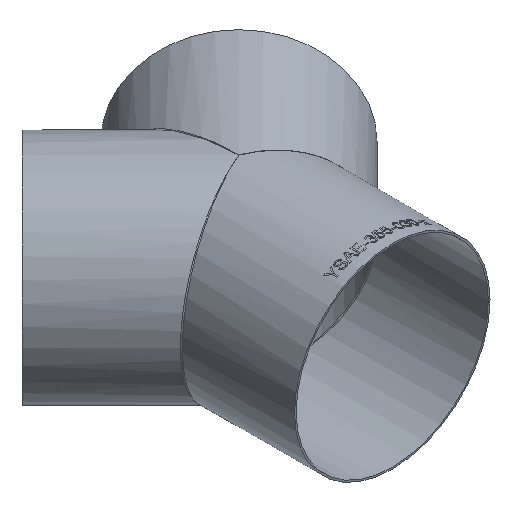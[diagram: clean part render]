
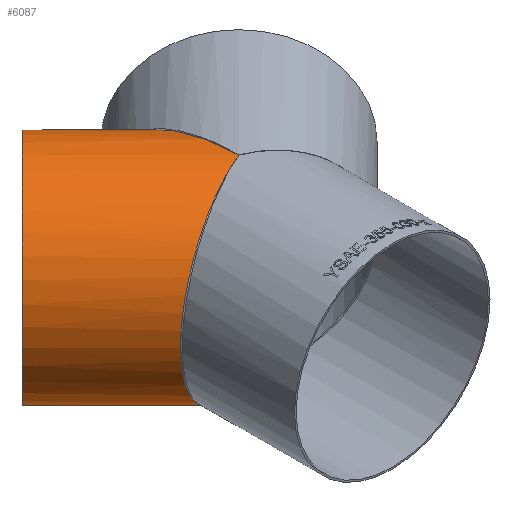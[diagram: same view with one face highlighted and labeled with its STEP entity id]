
A CAD part, isometric view. The second image highlights one B-rep face of the part: STEP entity #6087.
In plain terms, the highlighted cylindrical face has radius 177.8 mm (diameter 355.6 mm), a full revolution.
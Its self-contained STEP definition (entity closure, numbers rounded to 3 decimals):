
#94 = CARTESIAN_POINT ( 'NONE',  ( 0., 0., 177.8 ) ) ;
#785 =( BOUNDED_CURVE ( )  B_SPLINE_CURVE ( 3, ( #94, #24279, #32578, #4180 ),
 .UNSPECIFIED., .F., .F. ) 
 B_SPLINE_CURVE_WITH_KNOTS ( ( 4, 4 ),
 ( 1.571, 4.712 ),
 .UNSPECIFIED. ) 
 CURVE ( )  GEOMETRIC_REPRESENTATION_ITEM ( )  RATIONAL_B_SPLINE_CURVE ( ( 1., 0.333, 0.333, 1. ) ) 
 REPRESENTATION_ITEM ( '' )  );
#1217 = CARTESIAN_POINT ( 'NONE',  ( 0., 0., -177.8 ) ) ;
#1753 = CARTESIAN_POINT ( 'NONE',  ( -357.709, -145.186, 177.8 ) ) ;
#4180 = CARTESIAN_POINT ( 'NONE',  ( 0., 0., -177.8 ) ) ;
#4504 = FACE_OUTER_BOUND ( 'NONE', #31077, .T. ) ;
#4644 =( BOUNDED_CURVE ( )  B_SPLINE_CURVE ( 3, ( #10053, #15493, #1753, #36169 ),
 .UNSPECIFIED., .F., .F. ) 
 B_SPLINE_CURVE_WITH_KNOTS ( ( 4, 4 ),
 ( 4.712, 7.854 ),
 .UNSPECIFIED. ) 
 CURVE ( )  GEOMETRIC_REPRESENTATION_ITEM ( )  RATIONAL_B_SPLINE_CURVE ( ( 1., 0.333, 0.333, 1. ) ) 
 REPRESENTATION_ITEM ( '' )  );
#6087 = ADVANCED_FACE ( 'NONE', ( #33275, #4504 ), #22496, .T. ) ;
#6555 = DIRECTION ( 'NONE',  ( -0.707, 0.707, 0. ) ) ;
#8616 = AXIS2_PLACEMENT_3D ( 'NONE', #29096, #6555, #21196 ) ;
#8832 = EDGE_CURVE ( 'NONE', #36590, #36590, #18211, .T. ) ;
#10053 = CARTESIAN_POINT ( 'NONE',  ( 0., 0., -177.8 ) ) ;
#10822 = CARTESIAN_POINT ( 'NONE',  ( -323.006, 71.559, 0. ) ) ;
#15493 = CARTESIAN_POINT ( 'NONE',  ( -357.709, -145.186, -177.8 ) ) ;
#17709 = VERTEX_POINT ( 'NONE', #35185 ) ;
#18211 = CIRCLE ( 'NONE', #8616, 177.8 ) ;
#18590 = VERTEX_POINT ( 'NONE', #1217 ) ;
#21196 = DIRECTION ( 'NONE',  ( -0.707, -0.707, 0. ) ) ;
#21276 = ORIENTED_EDGE ( 'NONE', *, *, #27537, .T. ) ;
#21428 = CARTESIAN_POINT ( 'NONE',  ( 138.367, -138.367, 0. ) ) ;
#22194 = EDGE_LOOP ( 'NONE', ( #33826, #21276 ) ) ;
#22496 = CYLINDRICAL_SURFACE ( 'NONE', #35090, 177.8 ) ;
#24279 = CARTESIAN_POINT ( 'NONE',  ( -5.091, 507.986, 177.8 ) ) ;
#25494 = DIRECTION ( 'NONE',  ( -0.707, -0.707, 0. ) ) ;
#27537 = EDGE_CURVE ( 'NONE', #18590, #17709, #4644, .T. ) ;
#29096 = CARTESIAN_POINT ( 'NONE',  ( -197.283, 197.283, 0. ) ) ;
#31077 = EDGE_LOOP ( 'NONE', ( #31261 ) ) ;
#31261 = ORIENTED_EDGE ( 'NONE', *, *, #8832, .F. ) ;
#32578 = CARTESIAN_POINT ( 'NONE',  ( -5.091, 507.986, -177.8 ) ) ;
#32907 = DIRECTION ( 'NONE',  ( -0.707, 0.707, 0. ) ) ;
#33275 = FACE_OUTER_BOUND ( 'NONE', #22194, .T. ) ;
#33826 = ORIENTED_EDGE ( 'NONE', *, *, #34581, .T. ) ;
#34581 = EDGE_CURVE ( 'NONE', #17709, #18590, #785, .T. ) ;
#35090 = AXIS2_PLACEMENT_3D ( 'NONE', #21428, #32907, #25494 ) ;
#35185 = CARTESIAN_POINT ( 'NONE',  ( 0., 0., 177.8 ) ) ;
#36169 = CARTESIAN_POINT ( 'NONE',  ( 0., 0., 177.8 ) ) ;
#36590 = VERTEX_POINT ( 'NONE', #10822 ) ;
